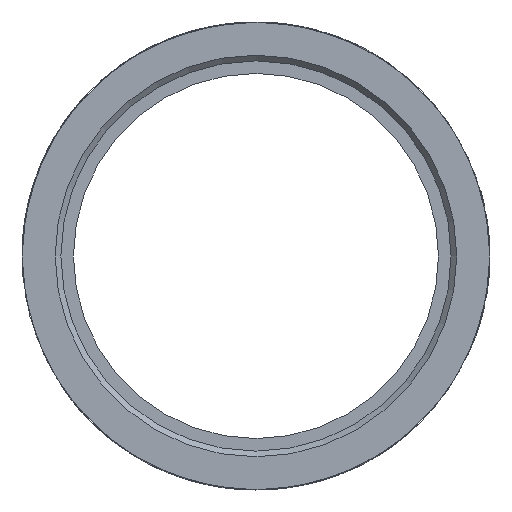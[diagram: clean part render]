
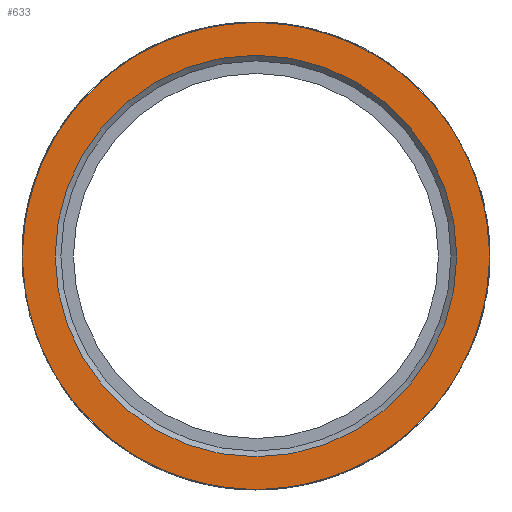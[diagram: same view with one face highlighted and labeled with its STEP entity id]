
A CAD part, left-side view. The second image highlights one B-rep face of the part: STEP entity #633.
In plain terms, the highlighted planar face has unit normal (-1, 0, 0).
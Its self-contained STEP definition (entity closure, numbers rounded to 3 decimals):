
#628=PLANE('',#3647);
#633=ADVANCED_FACE('',(#900,#901),#628,.F.);
#900=FACE_BOUND('',#1161,.T.);
#901=FACE_BOUND('',#1162,.T.);
#1161=EDGE_LOOP('',(#1475));
#1162=EDGE_LOOP('',(#1476));
#1475=ORIENTED_EDGE('',*,*,#3030,.T.);
#1476=ORIENTED_EDGE('',*,*,#3028,.T.);
#2509=VERTEX_POINT('',#4403);
#2511=VERTEX_POINT('',#4408);
#3028=EDGE_CURVE('',#2509,#2509,#3547,.T.);
#3030=EDGE_CURVE('',#2511,#2511,#3549,.T.);
#3547=CIRCLE('',#3643,20.5);
#3549=CIRCLE('',#3646,17.6);
#3643=AXIS2_PLACEMENT_3D('',#4402,#3897,#3898);
#3646=AXIS2_PLACEMENT_3D('',#4407,#3903,#3904);
#3647=AXIS2_PLACEMENT_3D('',#4409,#3905,#3906);
#3897=DIRECTION('',(-1.,0.,0.));
#3898=DIRECTION('',(0.,0.,1.));
#3903=DIRECTION('',(1.,0.,0.));
#3904=DIRECTION('',(0.,0.,-1.));
#3905=DIRECTION('',(1.,0.,0.));
#3906=DIRECTION('',(0.,0.,-1.));
#4402=CARTESIAN_POINT('',(-27.52,0.,0.));
#4403=CARTESIAN_POINT('',(-27.52,0.,20.5));
#4407=CARTESIAN_POINT('',(-27.52,0.,0.));
#4408=CARTESIAN_POINT('',(-27.52,0.,-17.6));
#4409=CARTESIAN_POINT('',(-27.52,20.5,0.));
